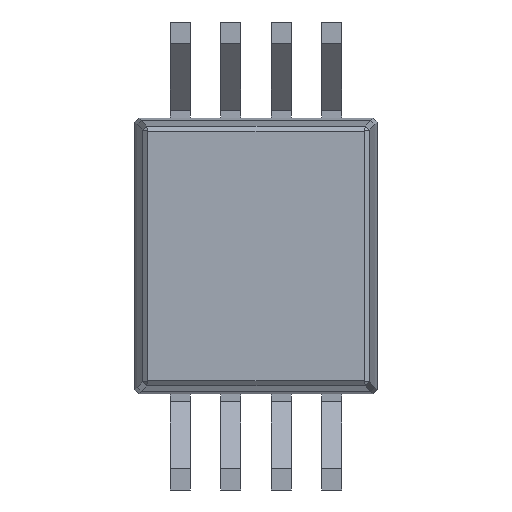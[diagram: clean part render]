
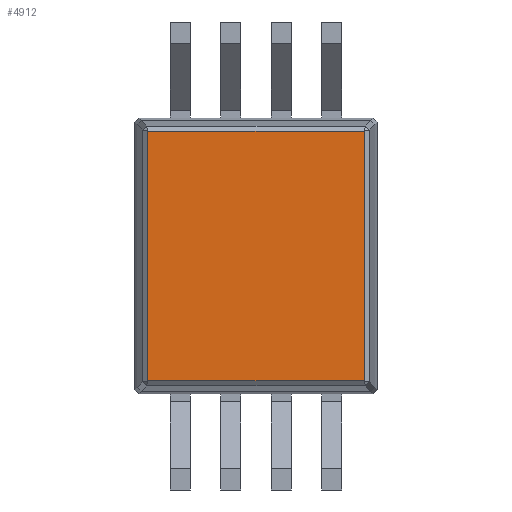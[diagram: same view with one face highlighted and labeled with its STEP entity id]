
A CAD part, front view. The second image highlights one B-rep face of the part: STEP entity #4912.
In plain terms, the highlighted planar face has unit normal (0, -1, 0).
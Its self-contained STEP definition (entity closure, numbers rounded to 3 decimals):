
#357 = DIRECTION ( 'NONE',  ( 0., 0., 1. ) ) ;
#358 = CARTESIAN_POINT ( 'NONE',  ( 0.819, -1.016, -2.692 ) ) ;
#359 = LINE ( 'NONE', #358, #3750 ) ;
#476 = DIRECTION ( 'NONE',  ( 1., 0., 0. ) ) ;
#477 = CARTESIAN_POINT ( 'NONE',  ( 0.444, -1.016, -2.43 ) ) ;
#479 = LINE ( 'NONE', #477, #3837 ) ;
#718 = CARTESIAN_POINT ( 'NONE',  ( -4.629, -1.016, -2.43 ) ) ;
#793 = CARTESIAN_POINT ( 'NONE',  ( 0.819, -1.016, -2.43 ) ) ;
#813 = CARTESIAN_POINT ( 'NONE',  ( -4.629, -1.016, 3.853 ) ) ;
#821 = CARTESIAN_POINT ( 'NONE',  ( 0.819, -1.016, 3.853 ) ) ;
#1364 = DIRECTION ( 'NONE',  ( -1., 0., 0. ) ) ;
#1365 = CARTESIAN_POINT ( 'NONE',  ( 0.445, -1.016, 3.853 ) ) ;
#1374 = LINE ( 'NONE', #1365, #4069 ) ;
#1718 = PLANE ( 'NONE',  #4974 ) ;
#1724 = CARTESIAN_POINT ( 'NONE',  ( 0.444, -1.016, -2.692 ) ) ;
#1736 = FACE_OUTER_BOUND ( 'NONE', #2961, .T. ) ;
#1738 = DIRECTION ( 'NONE',  ( 0., -1., 0. ) ) ;
#1739 = DIRECTION ( 'NONE',  ( 0., 0., -1. ) ) ;
#1946 = VERTEX_POINT ( 'NONE', #821 ) ;
#1953 = VERTEX_POINT ( 'NONE', #813 ) ;
#1972 = VERTEX_POINT ( 'NONE', #793 ) ;
#2218 = ORIENTED_EDGE ( 'NONE', *, *, #4865, .T. ) ;
#2366 = VERTEX_POINT ( 'NONE', #718 ) ;
#2807 = ORIENTED_EDGE ( 'NONE', *, *, #4801, .T. ) ;
#2961 = EDGE_LOOP ( 'NONE', ( #2807, #2218, #3140, #3086 ) ) ;
#3086 = ORIENTED_EDGE ( 'NONE', *, *, #3275, .T. ) ;
#3140 = ORIENTED_EDGE ( 'NONE', *, *, #3239, .T. ) ;
#3239 = EDGE_CURVE ( 'NONE', #2366, #1972, #479, .T. ) ;
#3275 = EDGE_CURVE ( 'NONE', #1972, #1946, #359, .T. ) ;
#3369 = LINE ( 'NONE', #3373, #5058 ) ;
#3373 = CARTESIAN_POINT ( 'NONE',  ( -4.629, -1.016, -2.692 ) ) ;
#3374 = DIRECTION ( 'NONE',  ( 0., 0., -1. ) ) ;
#3750 = VECTOR ( 'NONE', #357, 1000. ) ;
#3837 = VECTOR ( 'NONE', #476, 1000. ) ;
#4069 = VECTOR ( 'NONE', #1364, 1000. ) ;
#4801 = EDGE_CURVE ( 'NONE', #1946, #1953, #1374, .T. ) ;
#4865 = EDGE_CURVE ( 'NONE', #1953, #2366, #3369, .T. ) ;
#4912 = ADVANCED_FACE ( 'NONE', ( #1736 ), #1718, .T. ) ;
#4974 = AXIS2_PLACEMENT_3D ( 'NONE', #1724, #1738, #1739 ) ;
#5058 = VECTOR ( 'NONE', #3374, 1000. ) ;
